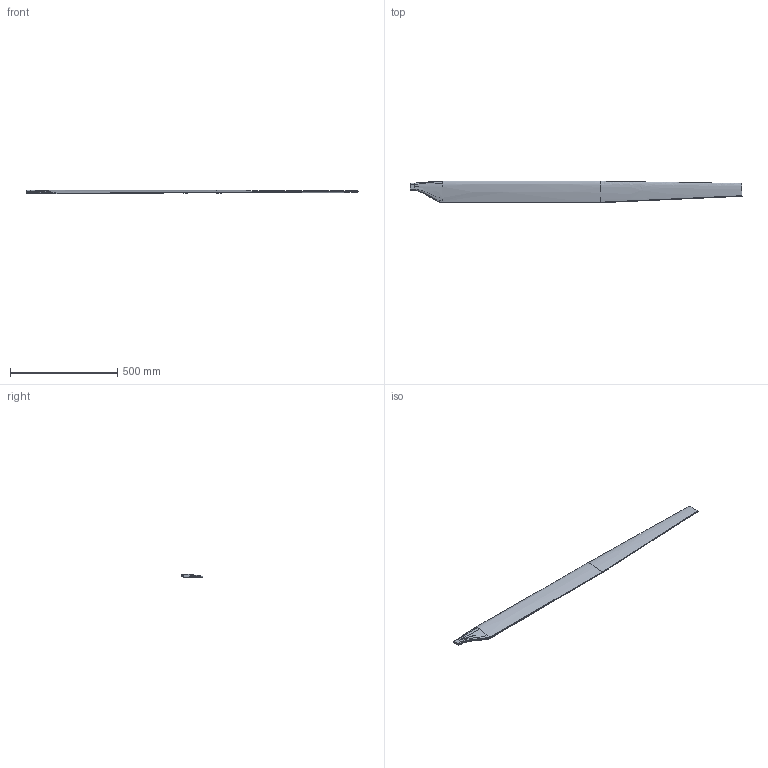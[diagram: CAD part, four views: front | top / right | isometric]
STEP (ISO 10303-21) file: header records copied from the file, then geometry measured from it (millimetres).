
FILE_DESCRIPTION(('CATIA V5 STEP Exchange'),'2;1');
FILE_NAME('SSuesse1.stp','2016-05-20T09:50:05+00:00',('none'),('none'),'CATIA Version 5 Release 21 SP 3 (IN-10)','CATIA V5 STEP AP203','none');
FILE_SCHEMA(('CONFIG_CONTROL_DESIGN'));
Length unit declared in the file: millimetre
Products named in the file (1): SSuesse1
Bounding box: 1551 x 99.96 x 16.47 mm (x, y, z)
Surface area: 280511.4 mm2 (no closed solid volume)
Topology: 0 solids, 1 shells, 53 faces, 147 edges, 96 vertices
Faces by surface type: bspline 39, plane 8, cylinder 6
Entity records: 21466 total; most frequent: CARTESIAN_POINT 20391, ORIENTED_EDGE 294, EDGE_CURVE 147, B_SPLINE_CURVE_WITH_KNOTS 103, VERTEX_POINT 96, DIRECTION 72, ADVANCED_FACE 53, EDGE_LOOP 53
